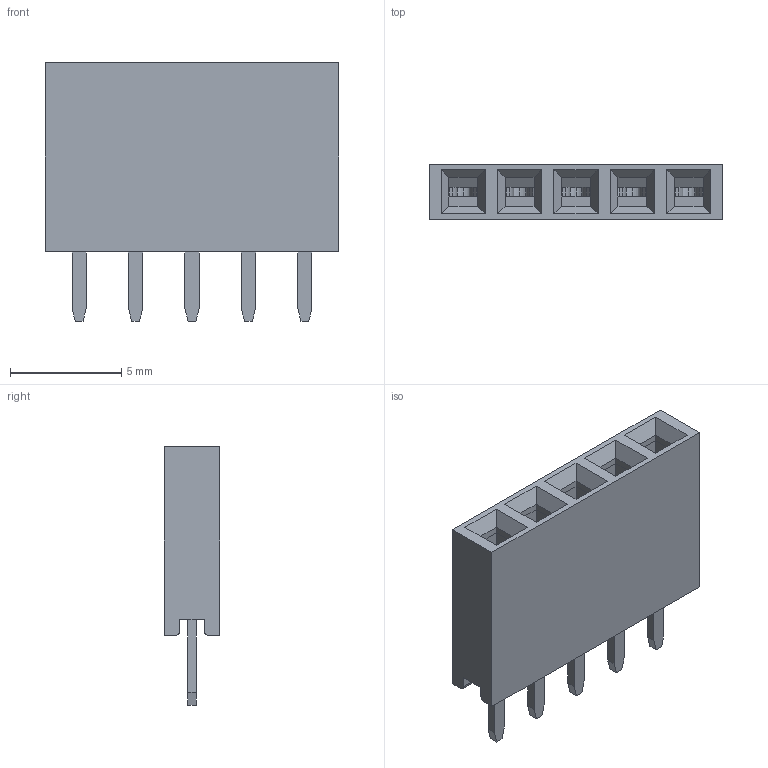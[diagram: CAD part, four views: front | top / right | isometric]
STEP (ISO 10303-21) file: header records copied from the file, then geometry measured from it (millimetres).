
FILE_DESCRIPTION(/* description */ ('Designed by EasyEDA Pro','CAx-IF Rec.Pracs.---Representation and Presentation of Product Manufacturing Information (PMI)---4.0---2014-10-13'),/* implementation_level */ '2;1');
FILE_NAME(/* name */ 'PM_2.54_1X5P_LH.step',/* time_stamp */ '2025-02-21T17:35:49+08:00',/* author */ (''),/* organization */ (''),/* preprocessor_version */ 'ST-DEVELOPER v20',/* originating_system */ 'Autodesk Translation Framework v13.20.0.188',/* authorisation */ '');
FILE_SCHEMA (('AP242_MANAGED_MODEL_BASED_3D_ENGINEERING_MIM_LF { 1 0 10303 442 1 1 4 }'));
Length unit declared in the file: millimetre
Products named in the file (3): Nk2q-PCBModel; Nk2q-Board; Nk2q-H1-HDR-TH_5P-P2.54-V-F
Assembly tree (2 placements, depth 2):
  Nk2q-PCBModel
    Nk2q-Board
    Nk2q-H1-HDR-TH_5P-P2.54-V-F
Bounding box: 13.2 x 2.5 x 11.65 mm (x, y, z)
Volume: 170.2 mm3; surface area: 728.2 mm2
Topology: 1 solids, 1 shells, 496 faces, 1360 edges, 880 vertices
Faces by surface type: plane 366, bspline 98, cylinder 32
Entity records: 16399 total; most frequent: CARTESIAN_POINT 3777, ORIENTED_EDGE 2720, DIRECTION 2226, EDGE_CURVE 1360, LINE 1080, VECTOR 1080, VERTEX_POINT 880, AXIS2_PLACEMENT_3D 573
